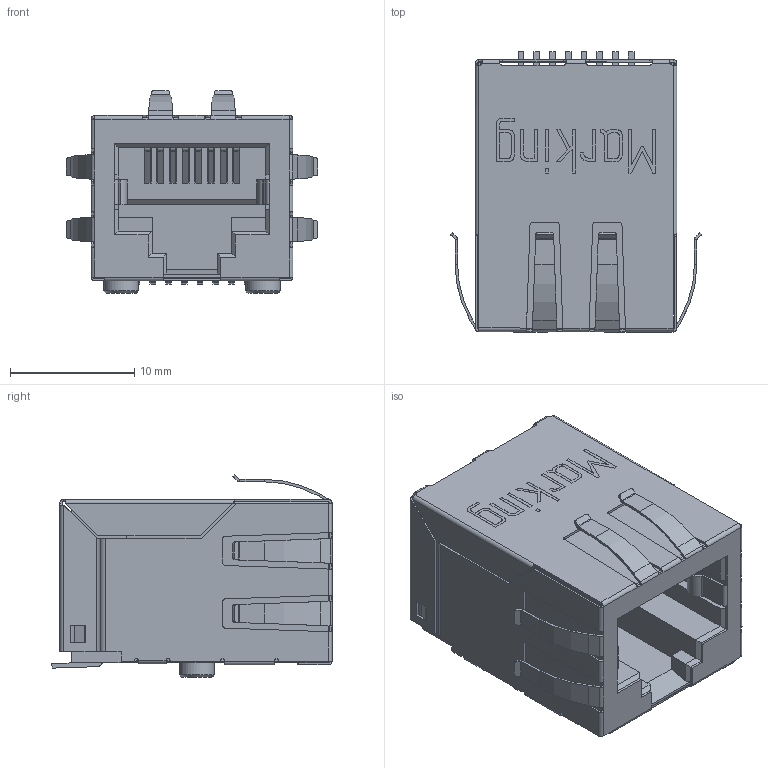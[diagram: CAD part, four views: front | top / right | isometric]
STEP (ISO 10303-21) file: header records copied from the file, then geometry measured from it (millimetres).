
FILE_DESCRIPTION(/* description */ ('Unknown'),/* implementation_level */ '2;1');
FILE_NAME(/* name */ 'T_Wurth_WE-RJ45LAN_7498011001A',/* time_stamp */ '2025-08-21T10:47:18+08:00',/* author */ ('Unknown'),/* organization */ ('Unknown'),/* preprocessor_version */ 'ST-DEVELOPER v19.4',/* originating_system */ 'Solid Edge',/* authorisation */ 'Unknown');
FILE_SCHEMA (('AUTOMOTIVE_DESIGN {1 0 10303 214 3 1 1}'));
Length unit declared in the file: millimetre
Products named in the file (2): T_Wurth_WE-RJ45LAN_7498011001A
Assembly tree (1 placements, depth 2):
  T_Wurth_WE-RJ45LAN_7498011001A
    T_Wurth_WE-RJ45LAN_7498011001A
Bounding box: 20.26 x 22.59 x 16.35 mm (x, y, z)
Volume: 3318 mm3; surface area: 4197.2 mm2
Topology: 1 solids, 1 shells, 806 faces, 2090 edges, 1290 vertices
Faces by surface type: plane 513, cylinder 229, bspline 58, sphere 4, cone 2
Full cylindrical faces by diameter (mm): 2.8 x2
Entity records: 30657 total; most frequent: CARTESIAN_POINT 5732, ORIENTED_EDGE 4160, DIRECTION 3728, EDGE_CURVE 2080, LINE 1468, VECTOR 1468, VERTEX_POINT 1288, AXIS2_PLACEMENT_3D 1130
